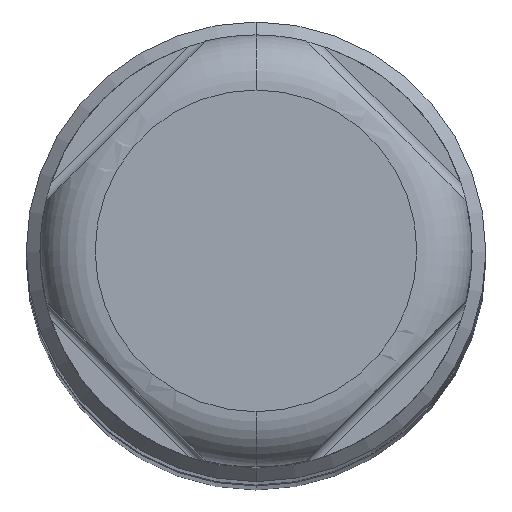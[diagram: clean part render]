
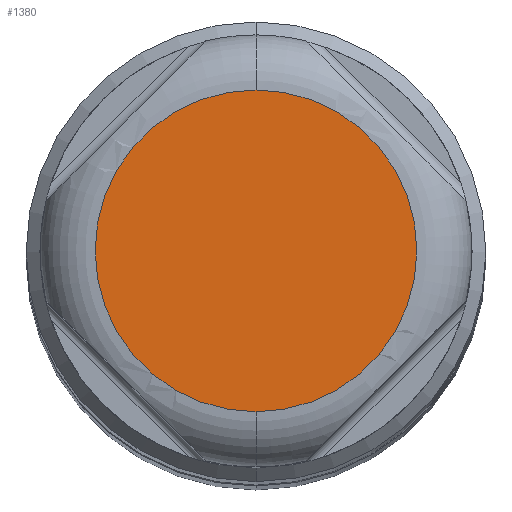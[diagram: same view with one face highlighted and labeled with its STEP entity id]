
A CAD part, top view. The second image highlights one B-rep face of the part: STEP entity #1380.
In plain terms, the highlighted planar face has unit normal (0, 0, 1).
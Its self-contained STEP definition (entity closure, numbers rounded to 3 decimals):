
#639=CARTESIAN_POINT('',(0.,0.,11.));
#640=DIRECTION('',(0.,0.,1.));
#641=DIRECTION('',(0.,1.,0.));
#642=AXIS2_PLACEMENT_3D('',#639,#640,#641);
#644=CARTESIAN_POINT('',(0.,0.,11.));
#645=DIRECTION('',(0.,0.,-1.));
#646=DIRECTION('',(0.,1.,0.));
#647=AXIS2_PLACEMENT_3D('',#644,#645,#646);
#731=CARTESIAN_POINT('',(0.,3.5,11.));
#732=VERTEX_POINT('',#731);
#733=CARTESIAN_POINT('',(0.,-3.5,11.));
#734=VERTEX_POINT('',#733);
#1371=CARTESIAN_POINT('',(0.,0.,11.));
#1372=DIRECTION('',(0.,0.,-1.));
#1373=DIRECTION('',(0.,-1.,0.));
#1374=AXIS2_PLACEMENT_3D('',#1371,#1372,#1373);
#1375=PLANE('',#1374);
#1376=ORIENTED_EDGE('',*,*,#1199,.F.);
#1377=ORIENTED_EDGE('',*,*,#1169,.T.);
#1378=EDGE_LOOP('',(#1376,#1377));
#1379=FACE_OUTER_BOUND('',#1378,.F.);
#643=CIRCLE('',#642,3.5);
#648=CIRCLE('',#647,3.5);
#1169=EDGE_CURVE('',#732,#734,#648,.T.);
#1199=EDGE_CURVE('',#732,#734,#643,.T.);
#1380=ADVANCED_FACE('',(#1379),#1375,.F.);
